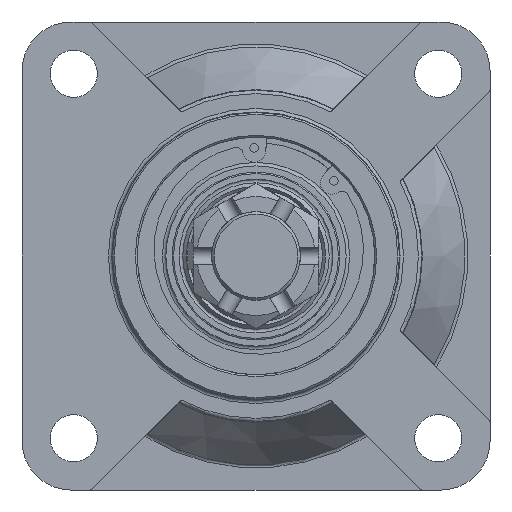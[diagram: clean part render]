
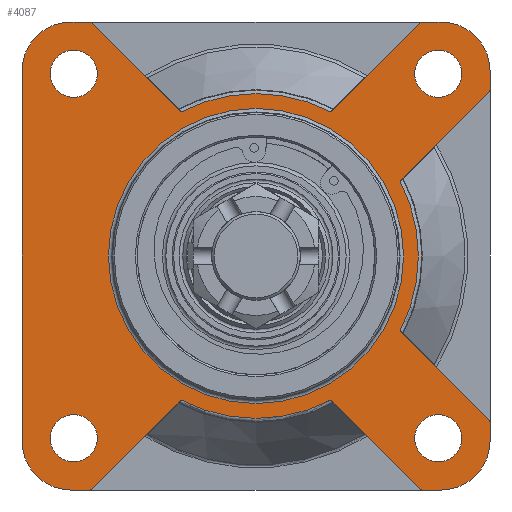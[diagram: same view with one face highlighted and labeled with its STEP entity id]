
A CAD part, left-side view. The second image highlights one B-rep face of the part: STEP entity #4087.
In plain terms, the highlighted planar face has unit normal (-1, 0, 0).
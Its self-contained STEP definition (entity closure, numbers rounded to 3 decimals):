
#483=LINE('',#7080,#697);
#484=LINE('',#7084,#698);
#485=LINE('',#7088,#699);
#486=LINE('',#7092,#700);
#487=LINE('',#7096,#701);
#488=LINE('',#7100,#702);
#489=LINE('',#7104,#703);
#490=LINE('',#7108,#704);
#491=LINE('',#7112,#705);
#492=LINE('',#7116,#706);
#493=LINE('',#7120,#707);
#494=LINE('',#7124,#708);
#495=LINE('',#7128,#709);
#697=VECTOR('',#5597,1000.);
#698=VECTOR('',#5600,1000.);
#699=VECTOR('',#5603,1000.);
#700=VECTOR('',#5606,1000.);
#701=VECTOR('',#5609,1000.);
#702=VECTOR('',#5612,1000.);
#703=VECTOR('',#5615,1000.);
#704=VECTOR('',#5618,1000.);
#705=VECTOR('',#5621,1000.);
#706=VECTOR('',#5624,1000.);
#707=VECTOR('',#5627,1000.);
#708=VECTOR('',#5630,1000.);
#709=VECTOR('',#5633,1000.);
#1521=ORIENTED_EDGE('',*,*,#2215,.F.);
#1522=ORIENTED_EDGE('',*,*,#2216,.F.);
#1523=ORIENTED_EDGE('',*,*,#2217,.F.);
#1524=ORIENTED_EDGE('',*,*,#2218,.F.);
#1525=ORIENTED_EDGE('',*,*,#2219,.F.);
#1526=ORIENTED_EDGE('',*,*,#2220,.F.);
#1527=ORIENTED_EDGE('',*,*,#2221,.F.);
#1528=ORIENTED_EDGE('',*,*,#2222,.F.);
#1529=ORIENTED_EDGE('',*,*,#2223,.F.);
#1530=ORIENTED_EDGE('',*,*,#2224,.F.);
#1531=ORIENTED_EDGE('',*,*,#2225,.F.);
#1532=ORIENTED_EDGE('',*,*,#2226,.F.);
#1533=ORIENTED_EDGE('',*,*,#2227,.F.);
#1534=ORIENTED_EDGE('',*,*,#2228,.F.);
#1535=ORIENTED_EDGE('',*,*,#2229,.F.);
#1536=ORIENTED_EDGE('',*,*,#2230,.F.);
#1537=ORIENTED_EDGE('',*,*,#2231,.F.);
#1538=ORIENTED_EDGE('',*,*,#2232,.F.);
#1539=ORIENTED_EDGE('',*,*,#2233,.F.);
#1540=ORIENTED_EDGE('',*,*,#2234,.F.);
#1541=ORIENTED_EDGE('',*,*,#2235,.F.);
#1542=ORIENTED_EDGE('',*,*,#2236,.F.);
#1543=ORIENTED_EDGE('',*,*,#2237,.F.);
#1544=ORIENTED_EDGE('',*,*,#2238,.F.);
#1545=ORIENTED_EDGE('',*,*,#2239,.F.);
#1546=ORIENTED_EDGE('',*,*,#2240,.F.);
#1547=ORIENTED_EDGE('',*,*,#2241,.T.);
#1548=ORIENTED_EDGE('',*,*,#2242,.T.);
#1549=ORIENTED_EDGE('',*,*,#2243,.T.);
#1550=ORIENTED_EDGE('',*,*,#2244,.T.);
#1551=ORIENTED_EDGE('',*,*,#2245,.T.);
#2215=EDGE_CURVE('',#2652,#2653,#2926,.T.);
#2216=EDGE_CURVE('',#2654,#2652,#483,.T.);
#2217=EDGE_CURVE('',#2655,#2654,#2927,.T.);
#2218=EDGE_CURVE('',#2656,#2655,#484,.T.);
#2219=EDGE_CURVE('',#2657,#2656,#2928,.T.);
#2220=EDGE_CURVE('',#2658,#2657,#485,.T.);
#2221=EDGE_CURVE('',#2659,#2658,#2929,.T.);
#2222=EDGE_CURVE('',#2660,#2659,#486,.T.);
#2223=EDGE_CURVE('',#2661,#2660,#2930,.T.);
#2224=EDGE_CURVE('',#2662,#2661,#487,.T.);
#2225=EDGE_CURVE('',#2663,#2662,#2931,.T.);
#2226=EDGE_CURVE('',#2664,#2663,#488,.T.);
#2227=EDGE_CURVE('',#2665,#2664,#2932,.T.);
#2228=EDGE_CURVE('',#2666,#2665,#489,.T.);
#2229=EDGE_CURVE('',#2667,#2666,#2933,.T.);
#2230=EDGE_CURVE('',#2668,#2667,#490,.T.);
#2231=EDGE_CURVE('',#2669,#2668,#2934,.T.);
#2232=EDGE_CURVE('',#2670,#2669,#491,.T.);
#2233=EDGE_CURVE('',#2671,#2670,#2935,.T.);
#2234=EDGE_CURVE('',#2672,#2671,#492,.T.);
#2235=EDGE_CURVE('',#2673,#2672,#2936,.T.);
#2236=EDGE_CURVE('',#2674,#2673,#493,.T.);
#2237=EDGE_CURVE('',#2675,#2674,#2937,.T.);
#2238=EDGE_CURVE('',#2676,#2675,#494,.T.);
#2239=EDGE_CURVE('',#2677,#2676,#2938,.T.);
#2240=EDGE_CURVE('',#2653,#2677,#495,.T.);
#2241=EDGE_CURVE('',#2678,#2678,#2939,.T.);
#2242=EDGE_CURVE('',#2679,#2679,#2940,.T.);
#2243=EDGE_CURVE('',#2680,#2680,#2941,.T.);
#2244=EDGE_CURVE('',#2681,#2681,#2942,.T.);
#2245=EDGE_CURVE('',#2682,#2682,#2943,.T.);
#2652=VERTEX_POINT('',#7078);
#2653=VERTEX_POINT('',#7079);
#2654=VERTEX_POINT('',#7081);
#2655=VERTEX_POINT('',#7083);
#2656=VERTEX_POINT('',#7085);
#2657=VERTEX_POINT('',#7087);
#2658=VERTEX_POINT('',#7089);
#2659=VERTEX_POINT('',#7091);
#2660=VERTEX_POINT('',#7093);
#2661=VERTEX_POINT('',#7095);
#2662=VERTEX_POINT('',#7097);
#2663=VERTEX_POINT('',#7099);
#2664=VERTEX_POINT('',#7101);
#2665=VERTEX_POINT('',#7103);
#2666=VERTEX_POINT('',#7105);
#2667=VERTEX_POINT('',#7107);
#2668=VERTEX_POINT('',#7109);
#2669=VERTEX_POINT('',#7111);
#2670=VERTEX_POINT('',#7113);
#2671=VERTEX_POINT('',#7115);
#2672=VERTEX_POINT('',#7117);
#2673=VERTEX_POINT('',#7119);
#2674=VERTEX_POINT('',#7121);
#2675=VERTEX_POINT('',#7123);
#2676=VERTEX_POINT('',#7125);
#2677=VERTEX_POINT('',#7127);
#2678=VERTEX_POINT('',#7130);
#2679=VERTEX_POINT('',#7132);
#2680=VERTEX_POINT('',#7134);
#2681=VERTEX_POINT('',#7136);
#2682=VERTEX_POINT('',#7138);
#2926=CIRCLE('',#4581,46.5);
#2927=CIRCLE('',#4582,1.);
#2928=CIRCLE('',#4583,14.);
#2929=CIRCLE('',#4584,14.);
#2930=CIRCLE('',#4585,1.);
#2931=CIRCLE('',#4586,46.5);
#2932=CIRCLE('',#4587,1.);
#2933=CIRCLE('',#4588,14.);
#2934=CIRCLE('',#4589,1.);
#2935=CIRCLE('',#4590,46.5);
#2936=CIRCLE('',#4591,1.);
#2937=CIRCLE('',#4592,14.);
#2938=CIRCLE('',#4593,1.);
#2939=CIRCLE('',#4594,6.75);
#2940=CIRCLE('',#4595,6.75);
#2941=CIRCLE('',#4596,6.75);
#2942=CIRCLE('',#4597,6.75);
#2943=CIRCLE('',#4598,42.25);
#3279=EDGE_LOOP('',(#1521,#1522,#1523,#1524,#1525,#1526,#1527,#1528,#1529,
#1530,#1531,#1532,#1533,#1534,#1535,#1536,#1537,#1538,#1539,#1540,#1541,
#1542,#1543,#1544,#1545,#1546));
#3280=EDGE_LOOP('',(#1547));
#3281=EDGE_LOOP('',(#1548));
#3282=EDGE_LOOP('',(#1549));
#3283=EDGE_LOOP('',(#1550));
#3284=EDGE_LOOP('',(#1551));
#3676=FACE_BOUND('',#3279,.T.);
#3677=FACE_BOUND('',#3280,.T.);
#3678=FACE_BOUND('',#3281,.T.);
#3679=FACE_BOUND('',#3282,.T.);
#3680=FACE_BOUND('',#3283,.T.);
#3681=FACE_BOUND('',#3284,.T.);
#3885=PLANE('',#4580);
#4087=ADVANCED_FACE('',(#3676,#3677,#3678,#3679,#3680,#3681),#3885,.F.);
#4580=AXIS2_PLACEMENT_3D('',#7076,#5593,#5594);
#4581=AXIS2_PLACEMENT_3D('',#7077,#5595,#5596);
#4582=AXIS2_PLACEMENT_3D('',#7082,#5598,#5599);
#4583=AXIS2_PLACEMENT_3D('',#7086,#5601,#5602);
#4584=AXIS2_PLACEMENT_3D('',#7090,#5604,#5605);
#4585=AXIS2_PLACEMENT_3D('',#7094,#5607,#5608);
#4586=AXIS2_PLACEMENT_3D('',#7098,#5610,#5611);
#4587=AXIS2_PLACEMENT_3D('',#7102,#5613,#5614);
#4588=AXIS2_PLACEMENT_3D('',#7106,#5616,#5617);
#4589=AXIS2_PLACEMENT_3D('',#7110,#5619,#5620);
#4590=AXIS2_PLACEMENT_3D('',#7114,#5622,#5623);
#4591=AXIS2_PLACEMENT_3D('',#7118,#5625,#5626);
#4592=AXIS2_PLACEMENT_3D('',#7122,#5628,#5629);
#4593=AXIS2_PLACEMENT_3D('',#7126,#5631,#5632);
#4594=AXIS2_PLACEMENT_3D('',#7129,#5634,#5635);
#4595=AXIS2_PLACEMENT_3D('',#7131,#5636,#5637);
#4596=AXIS2_PLACEMENT_3D('',#7133,#5638,#5639);
#4597=AXIS2_PLACEMENT_3D('',#7135,#5640,#5641);
#4598=AXIS2_PLACEMENT_3D('',#7137,#5642,#5643);
#5593=DIRECTION('',(1.,0.,0.));
#5594=DIRECTION('',(0.,0.,-1.));
#5595=DIRECTION('',(1.,0.,0.));
#5596=DIRECTION('',(0.,0.,-1.));
#5597=DIRECTION('',(0.,-0.707,0.707));
#5598=DIRECTION('',(1.,0.,0.));
#5599=DIRECTION('',(0.,0.,-1.));
#5600=DIRECTION('',(0.,0.,1.));
#5601=DIRECTION('',(1.,0.,0.));
#5602=DIRECTION('',(0.,0.,-1.));
#5603=DIRECTION('',(0.,1.,0.));
#5604=DIRECTION('',(1.,0.,0.));
#5605=DIRECTION('',(0.,0.,-1.));
#5606=DIRECTION('',(0.,0.,-1.));
#5607=DIRECTION('',(1.,0.,0.));
#5608=DIRECTION('',(0.,0.,-1.));
#5609=DIRECTION('',(0.,-0.707,-0.707));
#5610=DIRECTION('',(1.,0.,0.));
#5611=DIRECTION('',(0.,0.,-1.));
#5612=DIRECTION('',(0.,0.707,-0.707));
#5613=DIRECTION('',(1.,0.,0.));
#5614=DIRECTION('',(0.,0.,-1.));
#5615=DIRECTION('',(0.,0.,-1.));
#5616=DIRECTION('',(1.,0.,0.));
#5617=DIRECTION('',(0.,0.,-1.));
#5618=DIRECTION('',(0.,-1.,0.));
#5619=DIRECTION('',(1.,0.,0.));
#5620=DIRECTION('',(0.,0.,-1.));
#5621=DIRECTION('',(0.,-0.707,0.707));
#5622=DIRECTION('',(1.,0.,0.));
#5623=DIRECTION('',(0.,0.,-1.));
#5624=DIRECTION('',(0.,-0.707,-0.707));
#5625=DIRECTION('',(1.,0.,0.));
#5626=DIRECTION('',(0.,0.,-1.));
#5627=DIRECTION('',(0.,-1.,0.));
#5628=DIRECTION('',(1.,0.,0.));
#5629=DIRECTION('',(0.,0.,-1.));
#5630=DIRECTION('',(0.,0.,1.));
#5631=DIRECTION('',(1.,0.,0.));
#5632=DIRECTION('',(0.,0.,-1.));
#5633=DIRECTION('',(0.,0.707,0.707));
#5634=DIRECTION('',(1.,0.,0.));
#5635=DIRECTION('',(0.,0.,-1.));
#5636=DIRECTION('',(1.,0.,0.));
#5637=DIRECTION('',(0.,0.,-1.));
#5638=DIRECTION('',(1.,0.,0.));
#5639=DIRECTION('',(0.,0.,-1.));
#5640=DIRECTION('',(1.,0.,0.));
#5641=DIRECTION('',(0.,0.,-1.));
#5642=DIRECTION('',(1.,0.,0.));
#5643=DIRECTION('',(0.,0.,-1.));
#7076=CARTESIAN_POINT('',(0.,53.,53.));
#7077=CARTESIAN_POINT('',(0.,0.,0.));
#7078=CARTESIAN_POINT('',(0.,41.255,-21.455));
#7079=CARTESIAN_POINT('',(0.,41.255,21.455));
#7080=CARTESIAN_POINT('',(0.,66.707,-46.907));
#7081=CARTESIAN_POINT('',(0.,66.707,-46.907));
#7082=CARTESIAN_POINT('',(0.,66.,-47.614));
#7083=CARTESIAN_POINT('',(0.,67.,-47.614));
#7084=CARTESIAN_POINT('',(0.,67.,-53.));
#7085=CARTESIAN_POINT('',(0.,67.,-53.));
#7086=CARTESIAN_POINT('',(0.,53.,-53.));
#7087=CARTESIAN_POINT('',(0.,53.,-67.));
#7088=CARTESIAN_POINT('',(0.,-53.,-67.));
#7089=CARTESIAN_POINT('',(0.,-53.,-67.));
#7090=CARTESIAN_POINT('',(0.,-53.,-53.));
#7091=CARTESIAN_POINT('',(0.,-67.,-53.));
#7092=CARTESIAN_POINT('',(0.,-67.,53.));
#7093=CARTESIAN_POINT('',(0.,-67.,-47.614));
#7094=CARTESIAN_POINT('',(0.,-66.,-47.614));
#7095=CARTESIAN_POINT('',(0.,-66.707,-46.907));
#7096=CARTESIAN_POINT('',(0.,-40.141,-20.341));
#7097=CARTESIAN_POINT('',(0.,-41.255,-21.455));
#7098=CARTESIAN_POINT('',(0.,0.,0.));
#7099=CARTESIAN_POINT('',(0.,-41.255,21.455));
#7100=CARTESIAN_POINT('',(0.,-66.707,46.907));
#7101=CARTESIAN_POINT('',(0.,-66.707,46.907));
#7102=CARTESIAN_POINT('',(0.,-66.,47.614));
#7103=CARTESIAN_POINT('',(0.,-67.,47.614));
#7104=CARTESIAN_POINT('',(0.,-67.,53.));
#7105=CARTESIAN_POINT('',(0.,-67.,53.));
#7106=CARTESIAN_POINT('',(0.,-53.,53.));
#7107=CARTESIAN_POINT('',(0.,-53.,67.));
#7108=CARTESIAN_POINT('',(0.,53.,67.));
#7109=CARTESIAN_POINT('',(0.,-47.614,67.));
#7110=CARTESIAN_POINT('',(0.,-47.614,66.));
#7111=CARTESIAN_POINT('',(0.,-46.907,66.707));
#7112=CARTESIAN_POINT('',(0.,-20.341,40.141));
#7113=CARTESIAN_POINT('',(0.,-21.455,41.255));
#7114=CARTESIAN_POINT('',(0.,0.,0.));
#7115=CARTESIAN_POINT('',(0.,21.455,41.255));
#7116=CARTESIAN_POINT('',(0.,46.907,66.707));
#7117=CARTESIAN_POINT('',(0.,46.907,66.707));
#7118=CARTESIAN_POINT('',(0.,47.614,66.));
#7119=CARTESIAN_POINT('',(0.,47.614,67.));
#7120=CARTESIAN_POINT('',(0.,53.,67.));
#7121=CARTESIAN_POINT('',(0.,53.,67.));
#7122=CARTESIAN_POINT('',(0.,53.,53.));
#7123=CARTESIAN_POINT('',(0.,67.,53.));
#7124=CARTESIAN_POINT('',(0.,67.,-53.));
#7125=CARTESIAN_POINT('',(0.,67.,47.614));
#7126=CARTESIAN_POINT('',(0.,66.,47.614));
#7127=CARTESIAN_POINT('',(0.,66.707,46.907));
#7128=CARTESIAN_POINT('',(0.,40.141,20.341));
#7129=CARTESIAN_POINT('',(0.,52.184,-52.184));
#7130=CARTESIAN_POINT('',(0.,52.184,-58.934));
#7131=CARTESIAN_POINT('',(0.,-52.184,-52.184));
#7132=CARTESIAN_POINT('',(0.,-52.184,-58.934));
#7133=CARTESIAN_POINT('',(0.,-52.184,52.184));
#7134=CARTESIAN_POINT('',(0.,-52.184,45.434));
#7135=CARTESIAN_POINT('',(0.,52.184,52.184));
#7136=CARTESIAN_POINT('',(0.,52.184,45.434));
#7137=CARTESIAN_POINT('',(0.,0.,0.));
#7138=CARTESIAN_POINT('',(0.,0.,-42.25));
